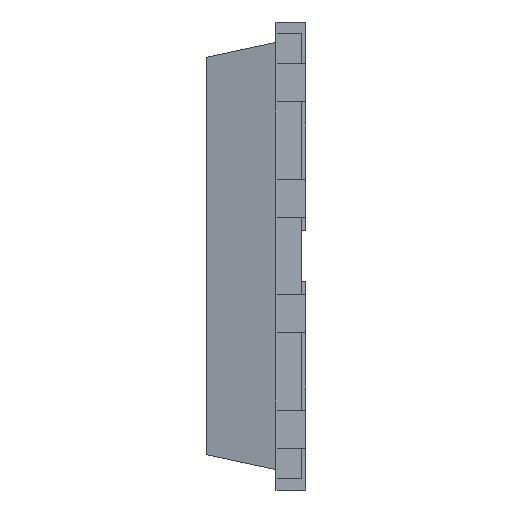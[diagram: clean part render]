
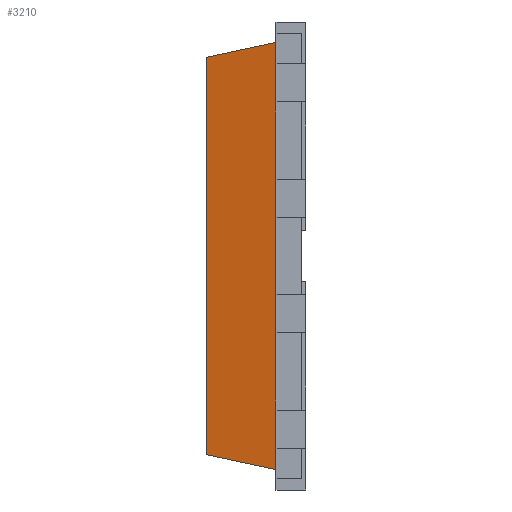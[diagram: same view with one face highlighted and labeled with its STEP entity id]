
A CAD part, left-side view. The second image highlights one B-rep face of the part: STEP entity #3210.
In plain terms, the highlighted planar face has unit normal (-0.978, 0.208, 0).
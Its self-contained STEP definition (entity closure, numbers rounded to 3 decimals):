
#50 = LINE ( 'NONE', #4899, #3006 ) ;
#71 = DIRECTION ( 'NONE',  ( 0., 0., 1. ) ) ;
#148 = DIRECTION ( 'NONE',  ( 0., 0., 1. ) ) ;
#235 = CARTESIAN_POINT ( 'NONE',  ( -2.85, 0.33, -2.35 ) ) ;
#255 = ORIENTED_EDGE ( 'NONE', *, *, #3916, .T. ) ;
#262 = CARTESIAN_POINT ( 'NONE',  ( -2.686, 1.1, -2.186 ) ) ;
#268 = DIRECTION ( 'NONE',  ( 0., 0., 1. ) ) ;
#346 = VERTEX_POINT ( 'NONE', #499 ) ;
#373 = LINE ( 'NONE', #4318, #4463 ) ;
#407 = LINE ( 'NONE', #573, #4898 ) ;
#409 = VERTEX_POINT ( 'NONE', #4785 ) ;
#474 = EDGE_CURVE ( 'NONE', #4959, #2931, #2445, .T. ) ;
#497 = ORIENTED_EDGE ( 'NONE', *, *, #474, .T. ) ;
#499 = CARTESIAN_POINT ( 'NONE',  ( -2.85, 0.33, -2.35 ) ) ;
#573 = CARTESIAN_POINT ( 'NONE',  ( -2.85, 0.33, -2.35 ) ) ;
#589 = ORIENTED_EDGE ( 'NONE', *, *, #1433, .T. ) ;
#682 = CARTESIAN_POINT ( 'NONE',  ( -2.85, 0.33, -2.115 ) ) ;
#723 = LINE ( 'NONE', #3388, #4501 ) ;
#813 = AXIS2_PLACEMENT_3D ( 'NONE', #235, #2586, #4049 ) ;
#955 = CARTESIAN_POINT ( 'NONE',  ( -2.85, 0.33, 2.35 ) ) ;
#1038 = CARTESIAN_POINT ( 'NONE',  ( -2.85, 0.33, -2.35 ) ) ;
#1179 = VERTEX_POINT ( 'NONE', #682 ) ;
#1282 = CARTESIAN_POINT ( 'NONE',  ( -2.85, 0.33, -2.35 ) ) ;
#1292 = EDGE_CURVE ( 'NONE', #4436, #3747, #723, .T. ) ;
#1425 = ORIENTED_EDGE ( 'NONE', *, *, #2601, .T. ) ;
#1433 = EDGE_CURVE ( 'NONE', #1179, #3723, #2767, .T. ) ;
#1505 = LINE ( 'NONE', #4104, #2710 ) ;
#1511 = VECTOR ( 'NONE', #3059, 1000. ) ;
#1520 = VERTEX_POINT ( 'NONE', #262 ) ;
#1540 = ORIENTED_EDGE ( 'NONE', *, *, #4142, .T. ) ;
#1580 = LINE ( 'NONE', #2369, #3673 ) ;
#1630 = EDGE_CURVE ( 'NONE', #1520, #346, #50, .T. ) ;
#1719 = CARTESIAN_POINT ( 'NONE',  ( -2.85, 0.33, 0.425 ) ) ;
#1740 = CARTESIAN_POINT ( 'NONE',  ( -2.85, 0.33, -1.695 ) ) ;
#1824 = DIRECTION ( 'NONE',  ( 0., 0., 1. ) ) ;
#1857 = ORIENTED_EDGE ( 'NONE', *, *, #4766, .T. ) ;
#1911 = ORIENTED_EDGE ( 'NONE', *, *, #1630, .T. ) ;
#1935 = LINE ( 'NONE', #4441, #3920 ) ;
#1966 = ORIENTED_EDGE ( 'NONE', *, *, #4518, .T. ) ;
#2002 = LINE ( 'NONE', #2391, #2596 ) ;
#2026 = VERTEX_POINT ( 'NONE', #1719 ) ;
#2115 = DIRECTION ( 'NONE',  ( 0., 0., 1. ) ) ;
#2262 = ORIENTED_EDGE ( 'NONE', *, *, #1292, .F. ) ;
#2283 = VERTEX_POINT ( 'NONE', #3751 ) ;
#2369 = CARTESIAN_POINT ( 'NONE',  ( -2.85, 0.33, -2.35 ) ) ;
#2391 = CARTESIAN_POINT ( 'NONE',  ( -2.85, 0.33, -2.35 ) ) ;
#2445 = LINE ( 'NONE', #3420, #4243 ) ;
#2586 = DIRECTION ( 'NONE',  ( -0.978, 0.208, 0. ) ) ;
#2595 = CARTESIAN_POINT ( 'NONE',  ( -2.85, 0.33, -0.845 ) ) ;
#2596 = VECTOR ( 'NONE', #268, 1000. ) ;
#2599 = DIRECTION ( 'NONE',  ( -0.204, -0.958, -0.204 ) ) ;
#2601 = EDGE_CURVE ( 'NONE', #4731, #409, #407, .T. ) ;
#2710 = VECTOR ( 'NONE', #1824, 1000. ) ;
#2767 = LINE ( 'NONE', #4831, #4263 ) ;
#2775 = CARTESIAN_POINT ( 'NONE',  ( -2.85, 0.33, 2.115 ) ) ;
#2931 = VERTEX_POINT ( 'NONE', #2775 ) ;
#2993 = EDGE_LOOP ( 'NONE', ( #4233, #1911, #3019, #589, #3281, #1425, #1540, #1857, #255, #497, #1966, #2262 ) ) ;
#3006 = VECTOR ( 'NONE', #2599, 1000. ) ;
#3019 = ORIENTED_EDGE ( 'NONE', *, *, #4292, .T. ) ;
#3059 = DIRECTION ( 'NONE',  ( 0., 0., 1. ) ) ;
#3077 = LINE ( 'NONE', #1038, #1511 ) ;
#3210 = ADVANCED_FACE ( 'NONE', ( #3947 ), #3692, .T. ) ;
#3281 = ORIENTED_EDGE ( 'NONE', *, *, #4646, .T. ) ;
#3388 = CARTESIAN_POINT ( 'NONE',  ( -2.85, 0.33, 2.35 ) ) ;
#3400 = DIRECTION ( 'NONE',  ( -0.204, -0.958, 0.204 ) ) ;
#3420 = CARTESIAN_POINT ( 'NONE',  ( -2.85, 0.33, -2.35 ) ) ;
#3582 = DIRECTION ( 'NONE',  ( 0., 0., 1. ) ) ;
#3658 = EDGE_CURVE ( 'NONE', #1520, #4436, #373, .T. ) ;
#3666 = DIRECTION ( 'NONE',  ( 0., 0., 1. ) ) ;
#3673 = VECTOR ( 'NONE', #71, 1000. ) ;
#3692 = PLANE ( 'NONE',  #813 ) ;
#3723 = VERTEX_POINT ( 'NONE', #1740 ) ;
#3747 = VERTEX_POINT ( 'NONE', #955 ) ;
#3751 = CARTESIAN_POINT ( 'NONE',  ( -2.85, 0.33, 0.845 ) ) ;
#3916 = EDGE_CURVE ( 'NONE', #2283, #4959, #3077, .T. ) ;
#3920 = VECTOR ( 'NONE', #3666, 1000. ) ;
#3947 = FACE_OUTER_BOUND ( 'NONE', #2993, .T. ) ;
#4049 = DIRECTION ( 'NONE',  ( -0.208, -0.978, 0. ) ) ;
#4104 = CARTESIAN_POINT ( 'NONE',  ( -2.85, 0.33, -2.35 ) ) ;
#4142 = EDGE_CURVE ( 'NONE', #409, #2026, #2002, .T. ) ;
#4233 = ORIENTED_EDGE ( 'NONE', *, *, #3658, .F. ) ;
#4243 = VECTOR ( 'NONE', #4965, 1000. ) ;
#4263 = VECTOR ( 'NONE', #4393, 1000. ) ;
#4281 = CARTESIAN_POINT ( 'NONE',  ( -2.85, 0.33, 1.695 ) ) ;
#4292 = EDGE_CURVE ( 'NONE', #346, #1179, #1580, .T. ) ;
#4318 = CARTESIAN_POINT ( 'NONE',  ( -2.686, 1.1, -2.35 ) ) ;
#4330 = LINE ( 'NONE', #1282, #4922 ) ;
#4393 = DIRECTION ( 'NONE',  ( 0., 0., 1. ) ) ;
#4436 = VERTEX_POINT ( 'NONE', #4759 ) ;
#4441 = CARTESIAN_POINT ( 'NONE',  ( -2.85, 0.33, -2.35 ) ) ;
#4463 = VECTOR ( 'NONE', #148, 1000. ) ;
#4501 = VECTOR ( 'NONE', #3400, 1000. ) ;
#4518 = EDGE_CURVE ( 'NONE', #2931, #3747, #4330, .T. ) ;
#4646 = EDGE_CURVE ( 'NONE', #3723, #4731, #1935, .T. ) ;
#4731 = VERTEX_POINT ( 'NONE', #2595 ) ;
#4759 = CARTESIAN_POINT ( 'NONE',  ( -2.686, 1.1, 2.186 ) ) ;
#4766 = EDGE_CURVE ( 'NONE', #2026, #2283, #1505, .T. ) ;
#4785 = CARTESIAN_POINT ( 'NONE',  ( -2.85, 0.33, -0.425 ) ) ;
#4831 = CARTESIAN_POINT ( 'NONE',  ( -2.85, 0.33, -2.35 ) ) ;
#4898 = VECTOR ( 'NONE', #3582, 1000. ) ;
#4899 = CARTESIAN_POINT ( 'NONE',  ( -2.85, 0.33, -2.35 ) ) ;
#4922 = VECTOR ( 'NONE', #2115, 1000. ) ;
#4959 = VERTEX_POINT ( 'NONE', #4281 ) ;
#4965 = DIRECTION ( 'NONE',  ( 0., 0., 1. ) ) ;
